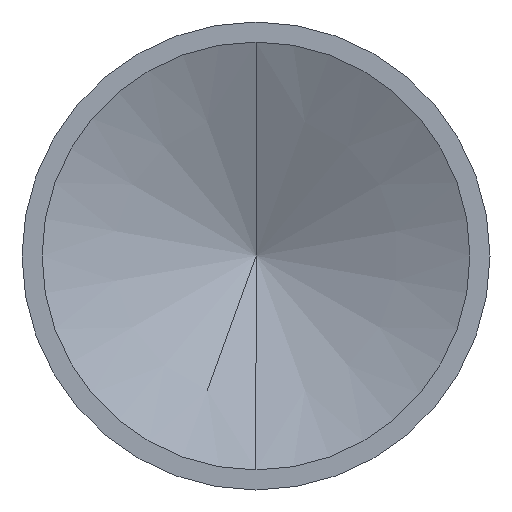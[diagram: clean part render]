
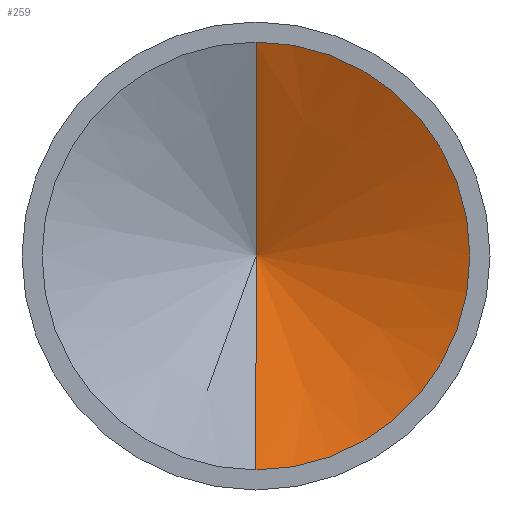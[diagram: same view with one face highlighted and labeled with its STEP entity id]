
A CAD part, left-side view. The second image highlights one B-rep face of the part: STEP entity #259.
In plain terms, the highlighted conical face has half-angle 66 degrees and reference radius 0.813 mm.
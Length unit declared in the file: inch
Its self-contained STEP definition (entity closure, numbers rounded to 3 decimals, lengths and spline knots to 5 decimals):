
#1 = EDGE_LOOP ( 'NONE', ( #383, #132, #678 ) ) ;
#12 = CIRCLE ( 'NONE', #657, 0.032 ) ;
#71 = CARTESIAN_POINT ( 'NONE',  ( 0.00001, 0., -0.032 ) ) ;
#113 = CARTESIAN_POINT ( 'NONE',  ( 0.00001, 0., 0. ) ) ;
#124 = DIRECTION ( 'NONE',  ( -0.407, 0., -0.914 ) ) ;
#132 = ORIENTED_EDGE ( 'NONE', *, *, #598, .T. ) ;
#144 = CARTESIAN_POINT ( 'NONE',  ( 0.00001, 0., 0.032 ) ) ;
#147 = CARTESIAN_POINT ( 'NONE',  ( 0.00001, 0., 0. ) ) ;
#253 = CARTESIAN_POINT ( 'NONE',  ( 0.01426, 0., 0. ) ) ;
#256 = DIRECTION ( 'NONE',  ( -1., 0., 0. ) ) ;
#259 = ADVANCED_FACE ( 'NONE', ( #564 ), #492, .F. ) ;
#272 = VERTEX_POINT ( 'NONE', #144 ) ;
#276 = AXIS2_PLACEMENT_3D ( 'NONE', #147, #256, #674 ) ;
#291 = VERTEX_POINT ( 'NONE', #253 ) ;
#383 = ORIENTED_EDGE ( 'NONE', *, *, #454, .F. ) ;
#420 = LINE ( 'NONE', #594, #570 ) ;
#436 = DIRECTION ( 'NONE',  ( -1., 0., 0. ) ) ;
#440 = LINE ( 'NONE', #71, #506 ) ;
#454 = EDGE_CURVE ( 'NONE', #291, #272, #420, .T. ) ;
#474 = EDGE_CURVE ( 'NONE', #662, #272, #12, .T. ) ;
#492 = CONICAL_SURFACE ( 'NONE', #276, 0.032, 1.152 ) ;
#506 = VECTOR ( 'NONE', #124, 39.37008 ) ;
#542 = DIRECTION ( 'NONE',  ( -0.407, 0., 0.914 ) ) ;
#564 = FACE_OUTER_BOUND ( 'NONE', #1, .T. ) ;
#570 = VECTOR ( 'NONE', #542, 39.37008 ) ;
#575 = CARTESIAN_POINT ( 'NONE',  ( 0.00001, 0., -0.032 ) ) ;
#590 = DIRECTION ( 'NONE',  ( 0., 0., 1. ) ) ;
#594 = CARTESIAN_POINT ( 'NONE',  ( 0.00001, 0., 0.032 ) ) ;
#598 = EDGE_CURVE ( 'NONE', #291, #662, #440, .T. ) ;
#657 = AXIS2_PLACEMENT_3D ( 'NONE', #113, #436, #590 ) ;
#662 = VERTEX_POINT ( 'NONE', #575 ) ;
#674 = DIRECTION ( 'NONE',  ( 0., 0., 1. ) ) ;
#678 = ORIENTED_EDGE ( 'NONE', *, *, #474, .T. ) ;
